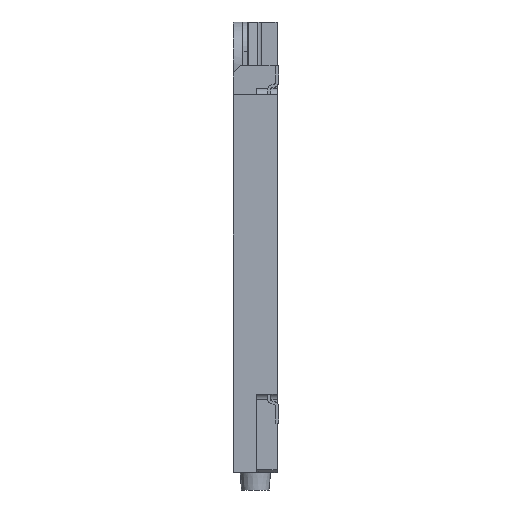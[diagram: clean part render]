
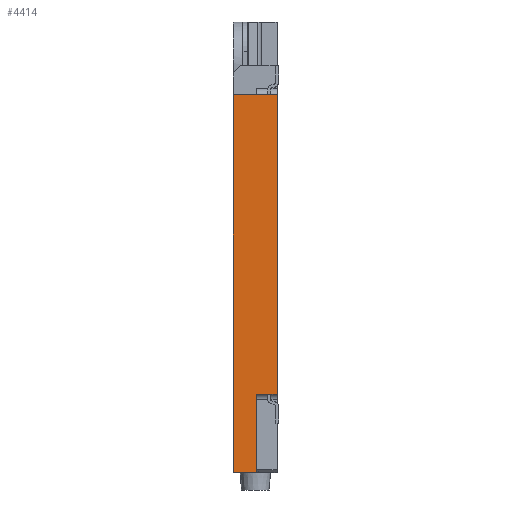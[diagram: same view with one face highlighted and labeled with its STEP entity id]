
A CAD part, left-side view. The second image highlights one B-rep face of the part: STEP entity #4414.
In plain terms, the highlighted planar face has unit normal (-1, 0, 0).
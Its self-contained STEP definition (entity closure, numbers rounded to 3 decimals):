
#80 = CARTESIAN_POINT ( 'NONE',  ( -12.5, 1.5, -25.6 ) ) ;
#243 = CARTESIAN_POINT ( 'NONE',  ( -12.5, 1.5, -31. ) ) ;
#388 = CARTESIAN_POINT ( 'NONE',  ( -12.5, 0.1, -31. ) ) ;
#721 = ORIENTED_EDGE ( 'NONE', *, *, #10240, .F. ) ;
#1953 = CARTESIAN_POINT ( 'NONE',  ( -12.5, 0.1, -25.6 ) ) ;
#2162 = CARTESIAN_POINT ( 'NONE',  ( -12.5, 3.1, -5. ) ) ;
#2262 = EDGE_CURVE ( 'NONE', #5858, #17011, #21946, .T. ) ;
#2335 = EDGE_CURVE ( 'NONE', #17011, #11071, #7901, .T. ) ;
#2502 = CARTESIAN_POINT ( 'NONE',  ( -12.5, 3.1, -31. ) ) ;
#2960 = VECTOR ( 'NONE', #9299, 1000. ) ;
#3205 = VECTOR ( 'NONE', #7160, 1000. ) ;
#4414 = ADVANCED_FACE ( 'NONE', ( #10550 ), #10686, .T. ) ;
#4685 = VECTOR ( 'NONE', #12690, 1000. ) ;
#5185 = LINE ( 'NONE', #2502, #12903 ) ;
#5651 = DIRECTION ( 'NONE',  ( 0., -1., 0. ) ) ;
#5785 = LINE ( 'NONE', #388, #4685 ) ;
#5811 = ORIENTED_EDGE ( 'NONE', *, *, #2262, .T. ) ;
#5858 = VERTEX_POINT ( 'NONE', #243 ) ;
#6024 = ORIENTED_EDGE ( 'NONE', *, *, #2335, .T. ) ;
#6154 = CARTESIAN_POINT ( 'NONE',  ( -12.5, 3.1, -5. ) ) ;
#6171 = DIRECTION ( 'NONE',  ( 0., 0., 1. ) ) ;
#7160 = DIRECTION ( 'NONE',  ( 0., -1., 0. ) ) ;
#7901 = LINE ( 'NONE', #80, #3205 ) ;
#8536 = EDGE_LOOP ( 'NONE', ( #721, #18805, #17196, #11333, #5811, #6024 ) ) ;
#9292 = LINE ( 'NONE', #2162, #2960 ) ;
#9299 = DIRECTION ( 'NONE',  ( 0., 1., 0. ) ) ;
#10240 = EDGE_CURVE ( 'NONE', #14509, #11071, #5785, .T. ) ;
#10550 = FACE_OUTER_BOUND ( 'NONE', #8536, .T. ) ;
#10686 = PLANE ( 'NONE',  #21992 ) ;
#10815 = LINE ( 'NONE', #18302, #22651 ) ;
#11071 = VERTEX_POINT ( 'NONE', #1953 ) ;
#11333 = ORIENTED_EDGE ( 'NONE', *, *, #16409, .T. ) ;
#11846 = EDGE_CURVE ( 'NONE', #12452, #22280, #5185, .T. ) ;
#12333 = EDGE_CURVE ( 'NONE', #14509, #12452, #9292, .T. ) ;
#12452 = VERTEX_POINT ( 'NONE', #6154 ) ;
#12690 = DIRECTION ( 'NONE',  ( 0., 0., -1. ) ) ;
#12903 = VECTOR ( 'NONE', #14897, 1000. ) ;
#13684 = VECTOR ( 'NONE', #6171, 1000. ) ;
#14509 = VERTEX_POINT ( 'NONE', #22507 ) ;
#14897 = DIRECTION ( 'NONE',  ( 0., 0., -1. ) ) ;
#15096 = CARTESIAN_POINT ( 'NONE',  ( -12.5, 1.5, -31. ) ) ;
#16409 = EDGE_CURVE ( 'NONE', #22280, #5858, #10815, .T. ) ;
#17011 = VERTEX_POINT ( 'NONE', #19363 ) ;
#17196 = ORIENTED_EDGE ( 'NONE', *, *, #11846, .T. ) ;
#17754 = DIRECTION ( 'NONE',  ( -1., 0., 0. ) ) ;
#18302 = CARTESIAN_POINT ( 'NONE',  ( -12.5, 3.1, -31. ) ) ;
#18805 = ORIENTED_EDGE ( 'NONE', *, *, #12333, .T. ) ;
#19363 = CARTESIAN_POINT ( 'NONE',  ( -12.5, 1.5, -25.6 ) ) ;
#20085 = DIRECTION ( 'NONE',  ( 0., -1., 0. ) ) ;
#21172 = CARTESIAN_POINT ( 'NONE',  ( -12.5, 3.1, -31. ) ) ;
#21545 = CARTESIAN_POINT ( 'NONE',  ( -12.5, 3.1, -31. ) ) ;
#21946 = LINE ( 'NONE', #15096, #13684 ) ;
#21992 = AXIS2_PLACEMENT_3D ( 'NONE', #21545, #17754, #5651 ) ;
#22280 = VERTEX_POINT ( 'NONE', #21172 ) ;
#22507 = CARTESIAN_POINT ( 'NONE',  ( -12.5, 0.1, -5. ) ) ;
#22651 = VECTOR ( 'NONE', #20085, 1000. ) ;
